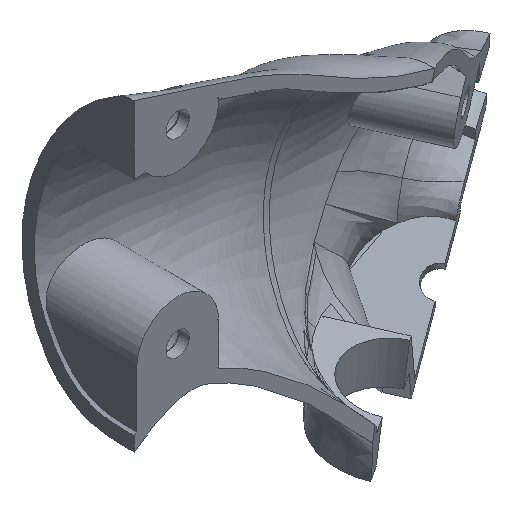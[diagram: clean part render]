
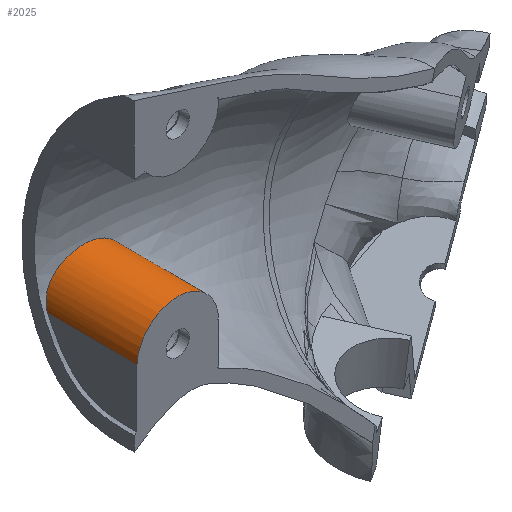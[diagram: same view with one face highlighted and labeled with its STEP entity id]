
A CAD part, isometric view. The second image highlights one B-rep face of the part: STEP entity #2025.
In plain terms, the highlighted cylindrical face has radius 8.941 mm (diameter 17.882 mm), a partial arc.
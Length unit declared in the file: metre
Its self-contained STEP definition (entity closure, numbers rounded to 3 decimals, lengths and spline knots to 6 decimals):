
#33=CYLINDRICAL_SURFACE('',#2129,0.008941);
#87=LINE('',#30197,#137);
#88=LINE('',#30199,#138);
#137=VECTOR('',#2318,1.);
#138=VECTOR('',#2321,1.);
#159=CIRCLE('',#2082,0.008941);
#769=ORIENTED_EDGE('',*,*,#1140,.F.);
#770=ORIENTED_EDGE('',*,*,#924,.T.);
#771=ORIENTED_EDGE('',*,*,#1139,.T.);
#772=ORIENTED_EDGE('',*,*,#882,.T.);
#882=EDGE_CURVE('',#1183,#1192,#159,.T.);
#924=EDGE_CURVE('',#1233,#1232,#1439,.T.);
#1139=EDGE_CURVE('',#1232,#1183,#87,.T.);
#1140=EDGE_CURVE('',#1233,#1192,#88,.T.);
#1183=VERTEX_POINT('',#3592);
#1192=VERTEX_POINT('',#3697);
#1232=VERTEX_POINT('',#7897);
#1233=VERTEX_POINT('',#7910);
#1439=B_SPLINE_CURVE_WITH_KNOTS('',3,(#7898,#7899,#7900,#7901,#7902,#7903,
#7904,#7905,#7906,#7907,#7908,#7909),.UNSPECIFIED.,.F.,.F.,(4,1,1,1,1,1,
1,1,1,4),(0.,0.001758,0.003517,0.007034,
0.010551,0.014068,0.017585,0.021102,
0.024619,0.028136),.UNSPECIFIED.);
#1710=EDGE_LOOP('',(#769,#770,#771,#772));
#1844=FACE_BOUND('',#1710,.T.);
#2025=ADVANCED_FACE('',(#1844),#33,.T.);
#2082=AXIS2_PLACEMENT_3D('',#3698,#2185,#2186);
#2129=AXIS2_PLACEMENT_3D('',#30200,#2322,#2323);
#2185=DIRECTION('',(0.,1.,0.));
#2186=DIRECTION('',(0.,0.,1.));
#2318=DIRECTION('',(0.,-1.,0.));
#2321=DIRECTION('',(0.,-1.,0.));
#2322=DIRECTION('',(0.,-1.,0.));
#2323=DIRECTION('',(0.,0.,-1.));
#3592=CARTESIAN_POINT('',(0.019648,-0.00635,-0.012251));
#3697=CARTESIAN_POINT('',(0.037516,-0.00635,-0.012752));
#3698=CARTESIAN_POINT('',(0.028575,-0.00635,-0.012752));
#7897=CARTESIAN_POINT('',(0.019648,0.013251,-0.012251));
#7898=CARTESIAN_POINT('',(0.037516,0.011458,-0.012752));
#7899=CARTESIAN_POINT('',(0.037516,0.011775,-0.012252));
#7900=CARTESIAN_POINT('',(0.037434,0.012369,-0.011245));
#7901=CARTESIAN_POINT('',(0.036888,0.013345,-0.009141));
#7902=CARTESIAN_POINT('',(0.035372,0.013749,-0.006584));
#7903=CARTESIAN_POINT('',(0.032476,0.013773,-0.004447));
#7904=CARTESIAN_POINT('',(0.028989,0.013801,-0.003586));
#7905=CARTESIAN_POINT('',(0.025444,0.013998,-0.00413));
#7906=CARTESIAN_POINT('',(0.022384,0.01428,-0.00598));
#7907=CARTESIAN_POINT('',(0.020258,0.014273,-0.008882));
#7908=CARTESIAN_POINT('',(0.01971,0.0137,-0.011155));
#7909=CARTESIAN_POINT('',(0.019648,0.013251,-0.012251));
#7910=CARTESIAN_POINT('',(0.037516,0.011458,-0.012752));
#30197=CARTESIAN_POINT('',(0.019648,0.040061,-0.012251));
#30199=CARTESIAN_POINT('',(0.037516,0.040061,-0.012752));
#30200=CARTESIAN_POINT('',(0.028575,0.040061,-0.012752));
